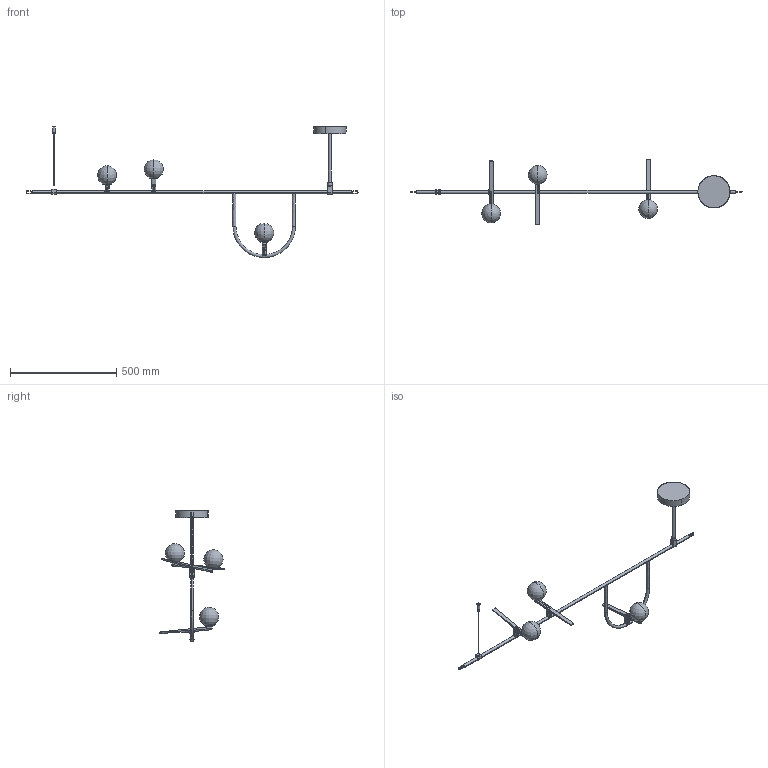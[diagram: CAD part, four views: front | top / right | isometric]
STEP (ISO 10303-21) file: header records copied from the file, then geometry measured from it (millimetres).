
FILE_DESCRIPTION(/* description */ (''),/* implementation_level */ '2;1');
FILE_NAME(/* name */ 'YANZI suspension SC1',/* time_stamp */ '2021-07-14T11:44:58+02:00',/* author */ (''),/* organization */ (''),/* preprocessor_version */ 'ST-DEVELOPER v15',/* originating_system */ '',/* authorisation */ '');
FILE_SCHEMA (('AUTOMOTIVE_DESIGN'));
Length unit declared in the file: millimetre
Products named in the file (1): Document
Bounding box: 1563.99 x 309.72 x 616.93 mm (x, y, z)
Surface area: 301896.3 mm2 (no closed solid volume)
Topology: 0 solids, 39 shells, 645 faces, 1636 edges, 1006 vertices
Faces by surface type: bspline 477, plane 168
Entity records: 21998 total; most frequent: CARTESIAN_POINT 13144, ORIENTED_EDGE 2965, EDGE_CURVE 1624, VERTEX_POINT 1008, EDGE_LOOP 671, ADVANCED_FACE 645, FACE_OUTER_BOUND 645, B_SPLINE_CURVE_WITH_KNOTS 483
